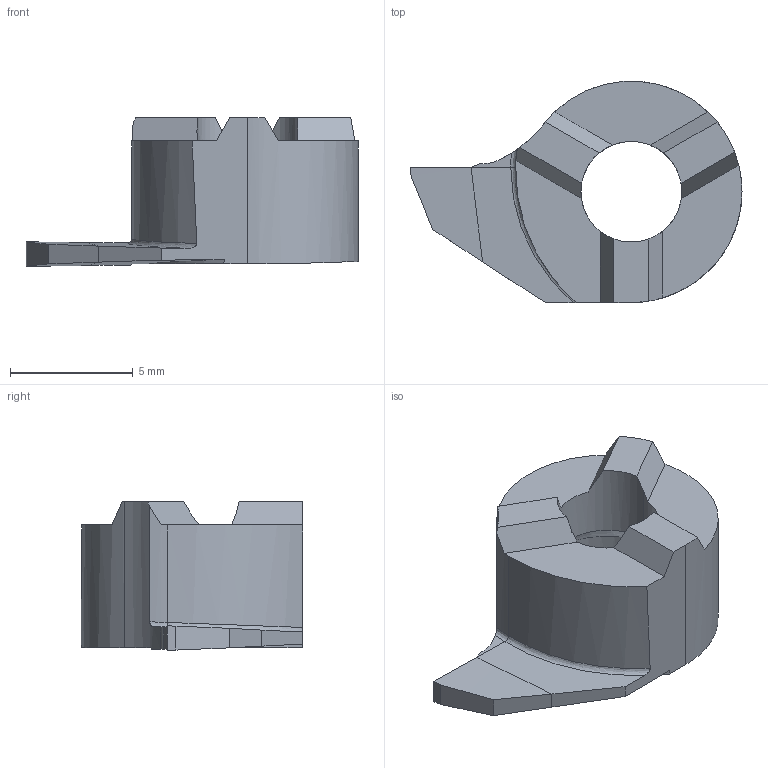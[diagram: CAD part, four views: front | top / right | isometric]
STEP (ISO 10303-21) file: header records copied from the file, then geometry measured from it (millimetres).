
FILE_DESCRIPTION(/* description */ (''),/* implementation_level */ '2;1');
FILE_NAME(/* name */ '1651131154854.stp',/* time_stamp */ '2022-04-28T13:02:45+06:00',/* author */ (''),/* organization */ ('SMS'),/* preprocessor_version */ 'ST-DEVELOPER v16.7',/* originating_system */ 'SIEMENS PLM Software NX 12.0',/* authorisation */ '');
FILE_SCHEMA (('AUTOMOTIVE_DESIGN { 1 0 10303 214 3 1 1 1 }'));
Length unit declared in the file: millimetre
Products named in the file (1): 204101681mod000_00
Bounding box: 13.5 x 9 x 6.05 mm (x, y, z)
Volume: 248.1 mm3; surface area: 386.5 mm2
Topology: 2 solids, 2 shells, 45 faces, 123 edges, 83 vertices
Faces by surface type: plane 25, bspline 10, cylinder 8, cone 2
Entity records: 1664 total; most frequent: CARTESIAN_POINT 590, ORIENTED_EDGE 244, DIRECTION 175, EDGE_CURVE 122, VERTEX_POINT 79, AXIS2_PLACEMENT_3D 66, ADVANCED_FACE 45, FACE_OUTER_BOUND 45
